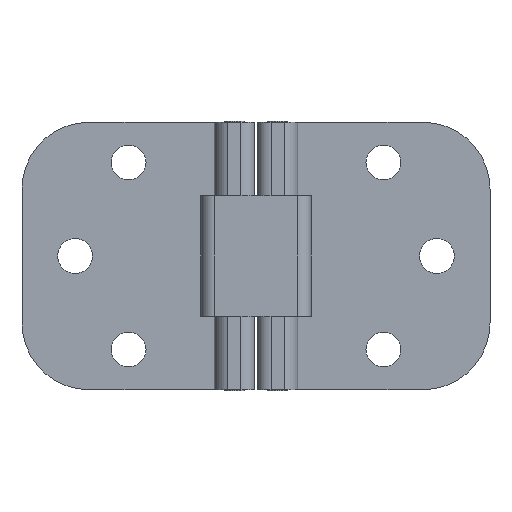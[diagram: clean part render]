
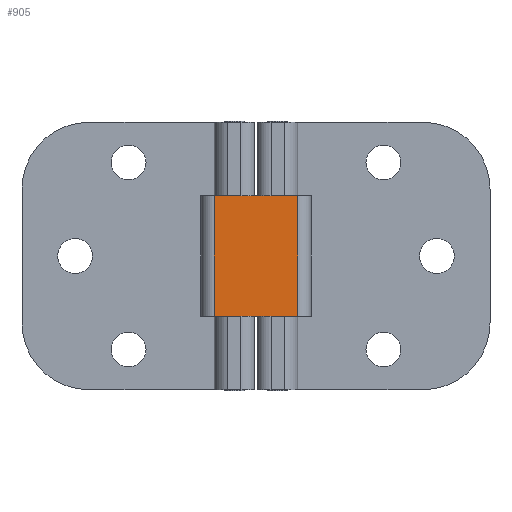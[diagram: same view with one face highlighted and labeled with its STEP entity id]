
A CAD part, front view. The second image highlights one B-rep face of the part: STEP entity #905.
In plain terms, the highlighted planar face has unit normal (0, -1, 0).
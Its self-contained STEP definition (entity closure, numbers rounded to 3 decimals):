
#3 = VERTEX_POINT ( 'NONE', #253 ) ;
#16 = VERTEX_POINT ( 'NONE', #276 ) ;
#17 = VERTEX_POINT ( 'NONE', #264 ) ;
#81 = FACE_OUTER_BOUND ( 'NONE', #883, .T. ) ;
#229 = VECTOR ( 'NONE', #1589, 1000. ) ;
#253 = CARTESIAN_POINT ( 'NONE',  ( -6.25, -3., 9. ) ) ;
#264 = CARTESIAN_POINT ( 'NONE',  ( -6.25, -3., -9. ) ) ;
#276 = CARTESIAN_POINT ( 'NONE',  ( 6.25, -3., -9. ) ) ;
#304 = AXIS2_PLACEMENT_3D ( 'NONE', #466, #467, #468 ) ;
#377 = LINE ( 'NONE', #1508, #835 ) ;
#385 = LINE ( 'NONE', #1542, #853 ) ;
#396 = LINE ( 'NONE', #1588, #229 ) ;
#400 = LINE ( 'NONE', #1599, #710 ) ;
#465 = PLANE ( 'NONE',  #304 ) ;
#466 = CARTESIAN_POINT ( 'NONE',  ( -6.25, -3., 9. ) ) ;
#467 = DIRECTION ( 'NONE',  ( 0., 1., 0. ) ) ;
#468 = DIRECTION ( 'NONE',  ( -1., 0., 0. ) ) ;
#710 = VECTOR ( 'NONE', #1600, 1000. ) ;
#835 = VECTOR ( 'NONE', #1509, 1000. ) ;
#853 = VECTOR ( 'NONE', #1543, 1000. ) ;
#883 = EDGE_LOOP ( 'NONE', ( #2277, #2270, #2254, #2231 ) ) ;
#905 = ADVANCED_FACE ( 'NONE', ( #81 ), #465, .F. ) ;
#1020 = EDGE_CURVE ( 'NONE', #3, #17, #377, .T. ) ;
#1034 = EDGE_CURVE ( 'NONE', #1843, #16, #385, .T. ) ;
#1053 = EDGE_CURVE ( 'NONE', #17, #16, #396, .T. ) ;
#1058 = EDGE_CURVE ( 'NONE', #3, #1843, #400, .T. ) ;
#1237 = CARTESIAN_POINT ( 'NONE',  ( 6.25, -3., 9. ) ) ;
#1508 = CARTESIAN_POINT ( 'NONE',  ( -6.25, -3., 9. ) ) ;
#1509 = DIRECTION ( 'NONE',  ( 0., 0., -1. ) ) ;
#1542 = CARTESIAN_POINT ( 'NONE',  ( 6.25, -3., 9. ) ) ;
#1543 = DIRECTION ( 'NONE',  ( 0., 0., -1. ) ) ;
#1588 = CARTESIAN_POINT ( 'NONE',  ( -6.25, -3., -9. ) ) ;
#1589 = DIRECTION ( 'NONE',  ( 1., 0., 0. ) ) ;
#1599 = CARTESIAN_POINT ( 'NONE',  ( -6.25, -3., 9. ) ) ;
#1600 = DIRECTION ( 'NONE',  ( 1., 0., 0. ) ) ;
#1843 = VERTEX_POINT ( 'NONE', #1237 ) ;
#2231 = ORIENTED_EDGE ( 'NONE', *, *, #1020, .T. ) ;
#2254 = ORIENTED_EDGE ( 'NONE', *, *, #1058, .F. ) ;
#2270 = ORIENTED_EDGE ( 'NONE', *, *, #1034, .F. ) ;
#2277 = ORIENTED_EDGE ( 'NONE', *, *, #1053, .T. ) ;
